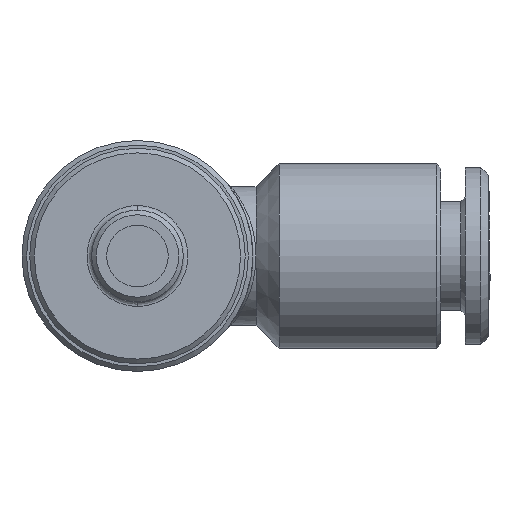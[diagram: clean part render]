
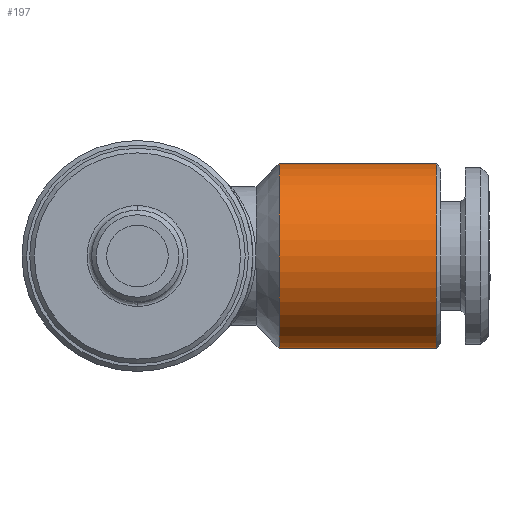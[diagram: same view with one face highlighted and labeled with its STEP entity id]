
A CAD part, front view. The second image highlights one B-rep face of the part: STEP entity #197.
In plain terms, the highlighted cylindrical face has radius 6 mm (diameter 12 mm), a full revolution.
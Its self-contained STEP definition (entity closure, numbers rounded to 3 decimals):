
#197 = ADVANCED_FACE( 'NONE', ( #444, #445 ), #446, .T. );
#444 = FACE_OUTER_BOUND( '', #1670, .T. );
#445 = FACE_OUTER_BOUND( '', #1671, .T. );
#446 = CYLINDRICAL_SURFACE( '', #1672, 6. );
#1670 = EDGE_LOOP( '', ( #3059 ) );
#1671 = EDGE_LOOP( '', ( #3060 ) );
#1672 = AXIS2_PLACEMENT_3D( '', #3061, #3062, #3063 );
#3059 = ORIENTED_EDGE( '', *, *, #3875, .T. );
#3060 = ORIENTED_EDGE( '', *, *, #3932, .F. );
#3061 = CARTESIAN_POINT( '', ( -5.577, 6.2, 0. ) );
#3062 = DIRECTION( '', ( -1., 0., 0. ) );
#3063 = DIRECTION( '', ( 0., 0., 1. ) );
#3875 = EDGE_CURVE( 'NONE', #4384, #4384, #4385, .T. );
#3932 = EDGE_CURVE( 'NONE', #4485, #4485, #4486, .T. );
#4384 = VERTEX_POINT( '', #5739 );
#4385 = CIRCLE( '', #5740, 6. );
#4485 = VERTEX_POINT( '', #6213 );
#4486 = CIRCLE( '', #6214, 6. );
#5739 = CARTESIAN_POINT( '', ( 19.4, 6.2, 6. ) );
#5740 = AXIS2_PLACEMENT_3D( '', #7120, #7121, #7122 );
#6213 = CARTESIAN_POINT( '', ( 9.2, 6.2, -6. ) );
#6214 = AXIS2_PLACEMENT_3D( '', #7179, #7180, #7181 );
#7120 = CARTESIAN_POINT( '', ( 19.4, 6.2, 0. ) );
#7121 = DIRECTION( '', ( -1., 0., 0. ) );
#7122 = DIRECTION( '', ( 0., 0., 1. ) );
#7179 = CARTESIAN_POINT( '', ( 9.2, 6.2, 0. ) );
#7180 = DIRECTION( '', ( -1., 0., 0. ) );
#7181 = DIRECTION( '', ( 0., 0., -1. ) );
